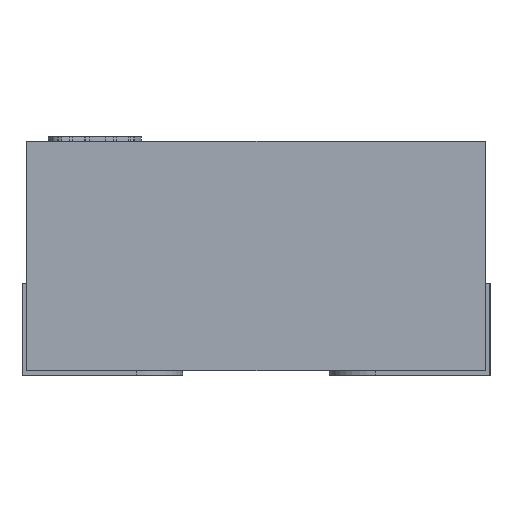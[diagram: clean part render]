
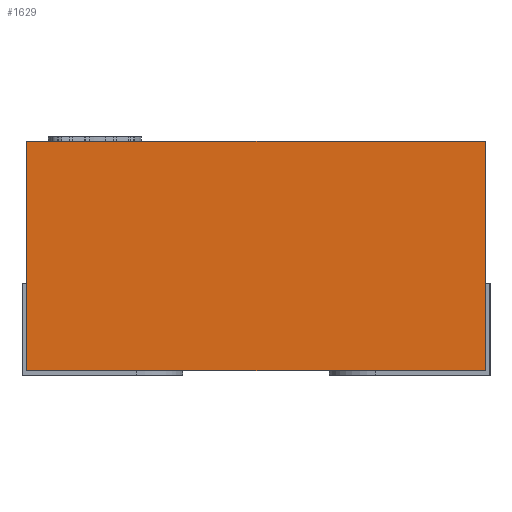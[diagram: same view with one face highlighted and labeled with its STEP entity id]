
A CAD part, front view. The second image highlights one B-rep face of the part: STEP entity #1629.
In plain terms, the highlighted planar face has unit normal (0, -1, 0).
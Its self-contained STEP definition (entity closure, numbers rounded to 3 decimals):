
#220 = VERTEX_POINT ( 'NONE', #15926 ) ;
#398 = EDGE_CURVE ( 'NONE', #7157, #15373, #6141, .T. ) ;
#1629 = ADVANCED_FACE ( 'NONE', ( #14388 ), #5435, .F. ) ;
#1767 = VECTOR ( 'NONE', #17386, 1000. ) ;
#2161 = DIRECTION ( 'NONE',  ( 0., 1., 0. ) ) ;
#2242 = LINE ( 'NONE', #6882, #4972 ) ;
#2854 = ORIENTED_EDGE ( 'NONE', *, *, #5908, .T. ) ;
#4440 = CARTESIAN_POINT ( 'NONE',  ( -0.5, -1.25, 0.51 ) ) ;
#4585 = AXIS2_PLACEMENT_3D ( 'NONE', #5227, #2161, #18885 ) ;
#4678 = CARTESIAN_POINT ( 'NONE',  ( -0.5, -1.25, 0.51 ) ) ;
#4972 = VECTOR ( 'NONE', #9732, 1000. ) ;
#5227 = CARTESIAN_POINT ( 'NONE',  ( -0.5, -1.25, 0.51 ) ) ;
#5435 = PLANE ( 'NONE',  #4585 ) ;
#5908 = EDGE_CURVE ( 'NONE', #16412, #220, #2242, .T. ) ;
#6139 = CARTESIAN_POINT ( 'NONE',  ( 0.5, -1.25, 0.51 ) ) ;
#6141 = LINE ( 'NONE', #4678, #9191 ) ;
#6882 = CARTESIAN_POINT ( 'NONE',  ( -0.5, -1.25, 0.01 ) ) ;
#7157 = VERTEX_POINT ( 'NONE', #13544 ) ;
#7405 = ORIENTED_EDGE ( 'NONE', *, *, #16433, .T. ) ;
#9039 = VECTOR ( 'NONE', #11788, 1000. ) ;
#9191 = VECTOR ( 'NONE', #16987, 1000. ) ;
#9732 = DIRECTION ( 'NONE',  ( 1., 0., 0. ) ) ;
#11788 = DIRECTION ( 'NONE',  ( 0., 0., -1. ) ) ;
#13365 = LINE ( 'NONE', #4440, #9039 ) ;
#13544 = CARTESIAN_POINT ( 'NONE',  ( -0.5, -1.25, 0.51 ) ) ;
#13816 = ORIENTED_EDGE ( 'NONE', *, *, #15501, .F. ) ;
#14274 = CARTESIAN_POINT ( 'NONE',  ( -0.5, -1.25, 0.01 ) ) ;
#14388 = FACE_OUTER_BOUND ( 'NONE', #15106, .T. ) ;
#15106 = EDGE_LOOP ( 'NONE', ( #2854, #13816, #18507, #7405 ) ) ;
#15373 = VERTEX_POINT ( 'NONE', #6139 ) ;
#15501 = EDGE_CURVE ( 'NONE', #15373, #220, #18906, .T. ) ;
#15926 = CARTESIAN_POINT ( 'NONE',  ( 0.5, -1.25, 0.01 ) ) ;
#16412 = VERTEX_POINT ( 'NONE', #14274 ) ;
#16433 = EDGE_CURVE ( 'NONE', #7157, #16412, #13365, .T. ) ;
#16987 = DIRECTION ( 'NONE',  ( 1., 0., 0. ) ) ;
#17283 = CARTESIAN_POINT ( 'NONE',  ( 0.5, -1.25, 0.51 ) ) ;
#17386 = DIRECTION ( 'NONE',  ( 0., 0., -1. ) ) ;
#18507 = ORIENTED_EDGE ( 'NONE', *, *, #398, .F. ) ;
#18885 = DIRECTION ( 'NONE',  ( 0., 0., 1. ) ) ;
#18906 = LINE ( 'NONE', #17283, #1767 ) ;
